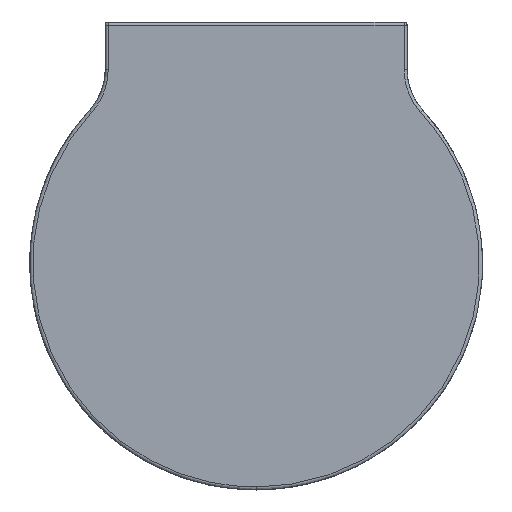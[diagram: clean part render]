
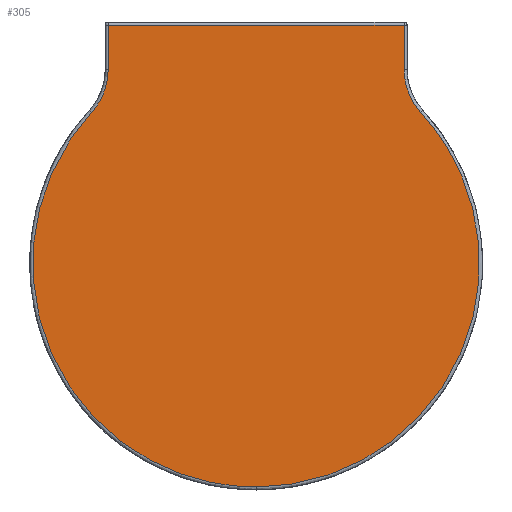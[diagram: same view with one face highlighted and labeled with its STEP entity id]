
A CAD part, front view. The second image highlights one B-rep face of the part: STEP entity #305.
In plain terms, the highlighted free-form (B-spline) face has degree [1, 1] with [2, 2] control points.
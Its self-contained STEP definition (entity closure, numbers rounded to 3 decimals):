
#77 = VERTEX_POINT('',#78);
#78 = CARTESIAN_POINT('',(0.,-22.973,-75.556));
#84 = EDGE_CURVE('',#85,#77,#87,.T.);
#85 = VERTEX_POINT('',#86);
#86 = CARTESIAN_POINT('',(-55.673,-22.973,51.081
    ));
#87 = ( BOUNDED_CURVE() B_SPLINE_CURVE(2,(#88,#89,#90),.UNSPECIFIED.,.F.
,.F.) B_SPLINE_CURVE_WITH_KNOTS((3,3),(3.97,6.283),
.PIECEWISE_BEZIER_KNOTS.) CURVE() GEOMETRIC_REPRESENTATION_ITEM() 
RATIONAL_B_SPLINE_CURVE((1.,0.402,1.)) REPRESENTATION_ITEM('') 
  );
#88 = CARTESIAN_POINT('',(-55.673,-22.973,51.081
    ));
#89 = CARTESIAN_POINT('',(-171.865,-22.973,-75.556
    ));
#90 = CARTESIAN_POINT('',(0.,-22.973,
    -75.556));
#305 = ADVANCED_FACE('',(#306),#352,.T.);
#306 = FACE_BOUND('',#307,.T.);
#307 = EDGE_LOOP('',(#308,#317,#324,#330,#331,#339,#347));
#308 = ORIENTED_EDGE('',*,*,#309,.T.);
#309 = EDGE_CURVE('',#310,#312,#314,.T.);
#310 = VERTEX_POINT('',#311);
#311 = CARTESIAN_POINT('',(50.03,-22.973,
    80.661));
#312 = VERTEX_POINT('',#313);
#313 = CARTESIAN_POINT('',(-50.03,-22.973,
    80.661));
#314 = B_SPLINE_CURVE_WITH_KNOTS('',1,(#315,#316),.UNSPECIFIED.,.F.,.F.,
  (2,2),(-99.,-1.),.PIECEWISE_BEZIER_KNOTS.);
#315 = CARTESIAN_POINT('',(50.03,-22.973,
    80.661));
#316 = CARTESIAN_POINT('',(-50.03,-22.973,
    80.661));
#317 = ORIENTED_EDGE('',*,*,#318,.T.);
#318 = EDGE_CURVE('',#312,#319,#321,.T.);
#319 = VERTEX_POINT('',#320);
#320 = CARTESIAN_POINT('',(-50.03,-22.973,
    65.577));
#321 = B_SPLINE_CURVE_WITH_KNOTS('',1,(#322,#323),.UNSPECIFIED.,.F.,.F.,
  (2,2),(-14.774,0.),.PIECEWISE_BEZIER_KNOTS.);
#322 = CARTESIAN_POINT('',(-50.03,-22.973,
    80.661));
#323 = CARTESIAN_POINT('',(-50.03,-22.973,
    65.577));
#324 = ORIENTED_EDGE('',*,*,#325,.T.);
#325 = EDGE_CURVE('',#319,#85,#326,.T.);
#326 = ( BOUNDED_CURVE() B_SPLINE_CURVE(2,(#327,#328,#329),
.UNSPECIFIED.,.F.,.F.) B_SPLINE_CURVE_WITH_KNOTS((3,3),(4.712,
5.455),.PIECEWISE_BEZIER_KNOTS.) CURVE() 
GEOMETRIC_REPRESENTATION_ITEM() RATIONAL_B_SPLINE_CURVE((1.,
0.932,1.)) REPRESENTATION_ITEM('') );
#327 = CARTESIAN_POINT('',(-50.03,-22.973,
    65.577));
#328 = CARTESIAN_POINT('',(-50.03,-22.973,
    57.231));
#329 = CARTESIAN_POINT('',(-55.673,-22.973,
    51.081));
#330 = ORIENTED_EDGE('',*,*,#84,.T.);
#331 = ORIENTED_EDGE('',*,*,#332,.T.);
#332 = EDGE_CURVE('',#77,#333,#335,.T.);
#333 = VERTEX_POINT('',#334);
#334 = CARTESIAN_POINT('',(55.673,-22.973,
    51.081));
#335 = ( BOUNDED_CURVE() B_SPLINE_CURVE(2,(#336,#337,#338),
.UNSPECIFIED.,.F.,.F.) B_SPLINE_CURVE_WITH_KNOTS((3,3),(0.,
2.313),.PIECEWISE_BEZIER_KNOTS.) CURVE() 
GEOMETRIC_REPRESENTATION_ITEM() RATIONAL_B_SPLINE_CURVE((1.,
0.402,1.)) REPRESENTATION_ITEM('') );
#336 = CARTESIAN_POINT('',(0.,-22.973,-75.556));
#337 = CARTESIAN_POINT('',(171.865,-22.973,-75.556
    ));
#338 = CARTESIAN_POINT('',(55.673,-22.973,
    51.081));
#339 = ORIENTED_EDGE('',*,*,#340,.T.);
#340 = EDGE_CURVE('',#333,#341,#343,.T.);
#341 = VERTEX_POINT('',#342);
#342 = CARTESIAN_POINT('',(50.03,-22.973,
    65.577));
#343 = ( BOUNDED_CURVE() B_SPLINE_CURVE(2,(#344,#345,#346),
.UNSPECIFIED.,.F.,.F.) B_SPLINE_CURVE_WITH_KNOTS((3,3),(0.828,
1.571),.PIECEWISE_BEZIER_KNOTS.) CURVE() 
GEOMETRIC_REPRESENTATION_ITEM() RATIONAL_B_SPLINE_CURVE((1.,
0.932,1.)) REPRESENTATION_ITEM('') );
#344 = CARTESIAN_POINT('',(55.673,-22.973,
    51.081));
#345 = CARTESIAN_POINT('',(50.03,-22.973,
    57.231));
#346 = CARTESIAN_POINT('',(50.03,-22.973,
    65.577));
#347 = ORIENTED_EDGE('',*,*,#348,.T.);
#348 = EDGE_CURVE('',#341,#310,#349,.T.);
#349 = B_SPLINE_CURVE_WITH_KNOTS('',1,(#350,#351),.UNSPECIFIED.,.F.,.F.,
  (2,2),(-15.774,-1.),.PIECEWISE_BEZIER_KNOTS.);
#350 = CARTESIAN_POINT('',(50.03,-22.973,
    65.577));
#351 = CARTESIAN_POINT('',(50.03,-22.973,
    80.661));
#352 = B_SPLINE_SURFACE_WITH_KNOTS('',1,1,(
    (#353,#354)
    ,(#355,#356
    )),.UNSPECIFIED.,.F.,.F.,.F.,(2,2),(2,2),(-14.774,
    138.226),(-4.,144.),.PIECEWISE_BEZIER_KNOTS.);
#353 = CARTESIAN_POINT('',(-75.556,-22.973,
    80.661));
#354 = CARTESIAN_POINT('',(75.556,-22.973,
    80.661));
#355 = CARTESIAN_POINT('',(-75.556,-22.973,
    -75.556));
#356 = CARTESIAN_POINT('',(75.556,-22.973,
    -75.556));
